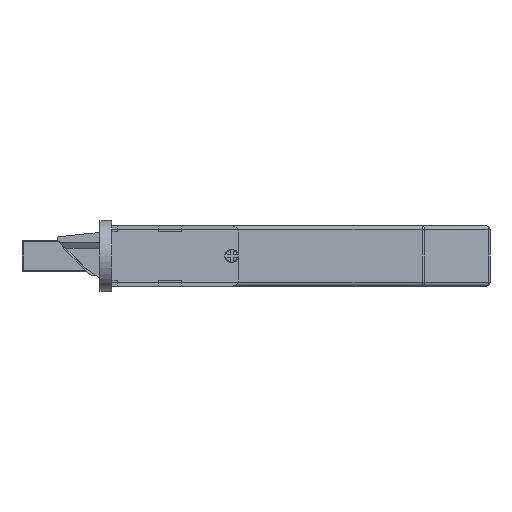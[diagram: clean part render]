
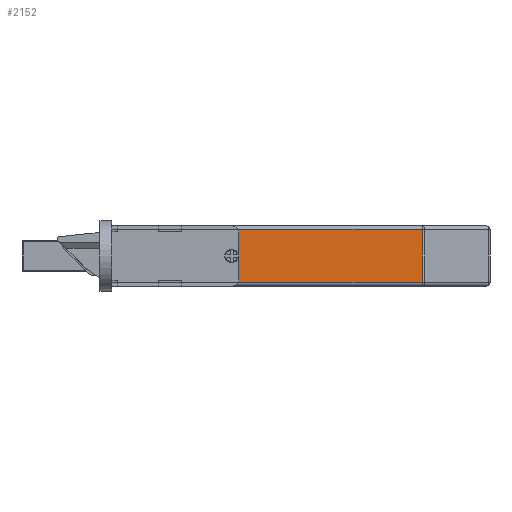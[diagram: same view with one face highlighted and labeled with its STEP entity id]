
A CAD part, front view. The second image highlights one B-rep face of the part: STEP entity #2152.
In plain terms, the highlighted planar face has unit normal (0, -1, 0).
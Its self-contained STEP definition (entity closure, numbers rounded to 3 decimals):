
#217 = CARTESIAN_POINT ( 'NONE',  ( 93.586, -14.7, -1.75 ) ) ;
#600 = DIRECTION ( 'NONE',  ( 0., 0., -1. ) ) ;
#1101 = ORIENTED_EDGE ( 'NONE', *, *, #8124, .T. ) ;
#1207 = EDGE_CURVE ( 'NONE', #8105, #2756, #8200, .T. ) ;
#1268 = AXIS2_PLACEMENT_3D ( 'NONE', #4167, #8194, #2479 ) ;
#1374 = VERTEX_POINT ( 'NONE', #4019 ) ;
#1425 = VECTOR ( 'NONE', #2544, 1000. ) ;
#1538 = EDGE_CURVE ( 'NONE', #6702, #1374, #5471, .T. ) ;
#1570 = CARTESIAN_POINT ( 'NONE',  ( 14., -14.7, -0.75 ) ) ;
#1673 = ORIENTED_EDGE ( 'NONE', *, *, #5190, .T. ) ;
#1710 = EDGE_CURVE ( 'NONE', #2756, #8105, #8207, .T. ) ;
#1801 = PLANE ( 'NONE',  #9224 ) ;
#2152 = ADVANCED_FACE ( 'NONE', ( #3123, #6795 ), #1801, .T. ) ;
#2322 = DIRECTION ( 'NONE',  ( 0., -1., 0. ) ) ;
#2479 = DIRECTION ( 'NONE',  ( 0., 0., -1. ) ) ;
#2544 = DIRECTION ( 'NONE',  ( 0., 0., 1. ) ) ;
#2615 = ORIENTED_EDGE ( 'NONE', *, *, #6850, .F. ) ;
#2756 = VERTEX_POINT ( 'NONE', #5079 ) ;
#2772 = VECTOR ( 'NONE', #4313, 1000. ) ;
#2879 = DIRECTION ( 'NONE',  ( 0., 0., 1. ) ) ;
#3085 = CARTESIAN_POINT ( 'NONE',  ( 94., -14.7, -0.75 ) ) ;
#3123 = FACE_BOUND ( 'NONE', #9822, .T. ) ;
#3151 = CARTESIAN_POINT ( 'NONE',  ( 44.75, -14.7, 6. ) ) ;
#3308 = VERTEX_POINT ( 'NONE', #10230 ) ;
#3393 = LINE ( 'NONE', #6801, #2772 ) ;
#3601 = CARTESIAN_POINT ( 'NONE',  ( 93.586, -14.7, 12.75 ) ) ;
#4019 = CARTESIAN_POINT ( 'NONE',  ( 93.586, -14.7, -0.75 ) ) ;
#4167 = CARTESIAN_POINT ( 'NONE',  ( 44.75, -14.7, 6. ) ) ;
#4182 = EDGE_LOOP ( 'NONE', ( #2615, #4337, #1673, #1101 ) ) ;
#4313 = DIRECTION ( 'NONE',  ( -1., 0., 0. ) ) ;
#4337 = ORIENTED_EDGE ( 'NONE', *, *, #1538, .T. ) ;
#4849 = VECTOR ( 'NONE', #2879, 1000. ) ;
#5076 = VECTOR ( 'NONE', #7099, 1000. ) ;
#5079 = CARTESIAN_POINT ( 'NONE',  ( 44.75, -14.7, 4.25 ) ) ;
#5115 = DIRECTION ( 'NONE',  ( 1., 0., 0. ) ) ;
#5190 = EDGE_CURVE ( 'NONE', #1374, #8171, #6016, .T. ) ;
#5368 = CARTESIAN_POINT ( 'NONE',  ( 14., -14.7, -1.75 ) ) ;
#5471 = LINE ( 'NONE', #3085, #5076 ) ;
#5580 = AXIS2_PLACEMENT_3D ( 'NONE', #3151, #2322, #600 ) ;
#6016 = LINE ( 'NONE', #217, #1425 ) ;
#6702 = VERTEX_POINT ( 'NONE', #1570 ) ;
#6736 = CARTESIAN_POINT ( 'NONE',  ( 14., -14.7, -1.75 ) ) ;
#6795 = FACE_OUTER_BOUND ( 'NONE', #4182, .T. ) ;
#6801 = CARTESIAN_POINT ( 'NONE',  ( 14., -14.7, 12.75 ) ) ;
#6850 = EDGE_CURVE ( 'NONE', #6702, #3308, #7665, .T. ) ;
#7099 = DIRECTION ( 'NONE',  ( 1., 0., 0. ) ) ;
#7665 = LINE ( 'NONE', #5368, #4849 ) ;
#8105 = VERTEX_POINT ( 'NONE', #10080 ) ;
#8124 = EDGE_CURVE ( 'NONE', #8171, #3308, #3393, .T. ) ;
#8171 = VERTEX_POINT ( 'NONE', #3601 ) ;
#8194 = DIRECTION ( 'NONE',  ( 0., -1., 0. ) ) ;
#8200 = CIRCLE ( 'NONE', #5580, 1.75 ) ;
#8207 = CIRCLE ( 'NONE', #1268, 1.75 ) ;
#9224 = AXIS2_PLACEMENT_3D ( 'NONE', #6736, #9764, #5115 ) ;
#9694 = ORIENTED_EDGE ( 'NONE', *, *, #1207, .F. ) ;
#9764 = DIRECTION ( 'NONE',  ( 0., -1., 0. ) ) ;
#9822 = EDGE_LOOP ( 'NONE', ( #10694, #9694 ) ) ;
#10080 = CARTESIAN_POINT ( 'NONE',  ( 44.75, -14.7, 7.75 ) ) ;
#10230 = CARTESIAN_POINT ( 'NONE',  ( 14., -14.7, 12.75 ) ) ;
#10694 = ORIENTED_EDGE ( 'NONE', *, *, #1710, .F. ) ;
